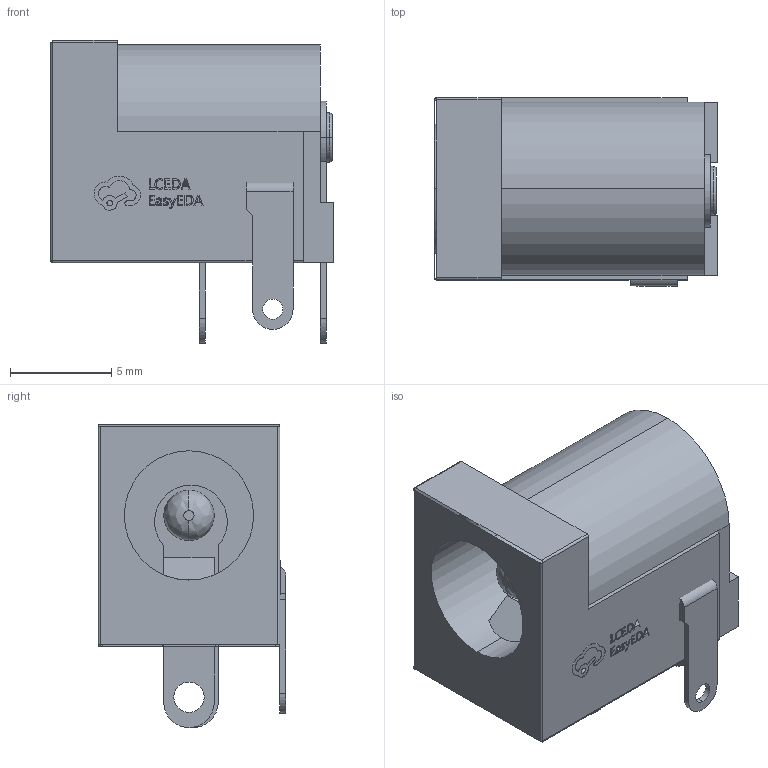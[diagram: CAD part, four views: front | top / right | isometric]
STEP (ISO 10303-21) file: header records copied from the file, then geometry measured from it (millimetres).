
FILE_DESCRIPTION (( 'STEP AP214' ), '1' );
FILE_NAME ('DC-005-A250.STEP', '2024-03-01T05:01:55', ( '' ), ( '' ), 'SwSTEP 2.0', 'SolidWorks 2022', '' );
FILE_SCHEMA (( 'AUTOMOTIVE_DESIGN' ));
Length unit declared in the file: millimetre
Products named in the file (1): DC-005-A250
Bounding box: 14 x 9.3 x 15 mm (x, y, z)
Surface area: 1026.2 mm2 (no closed solid volume)
Topology: 0 solids, 21 shells, 101 faces, 702 edges, 618 vertices
Faces by surface type: plane 61, cylinder 30, bspline 5, torus 4, sphere 1
Entity records: 8390 total; most frequent: CARTESIAN_POINT 2535, ORIENTED_EDGE 885, DIRECTION 750, EDGE_CURVE 701, VERTEX_POINT 618, VECTOR 402, LINE 402, B_SPLINE_CURVE_WITH_KNOTS 216
